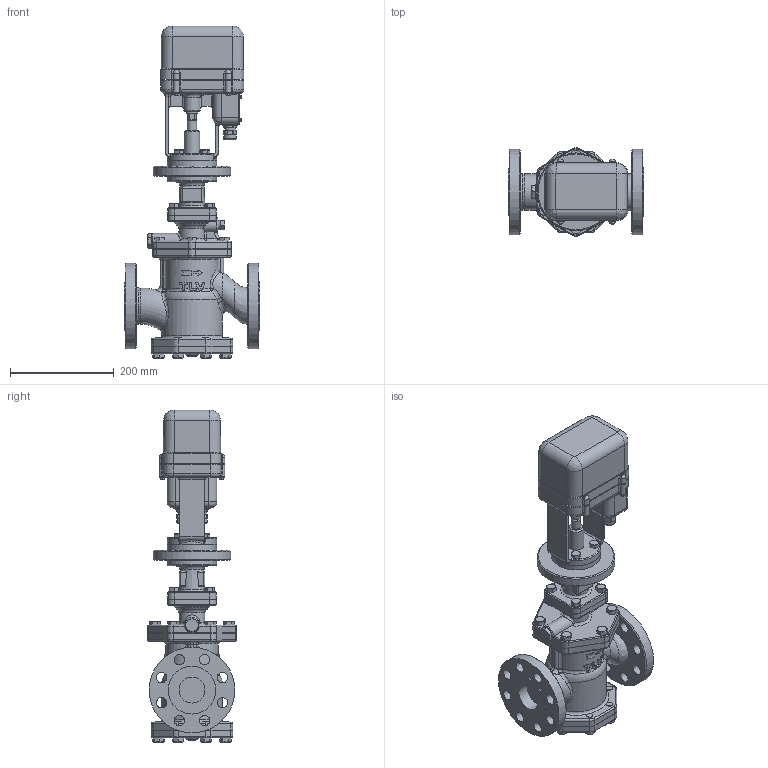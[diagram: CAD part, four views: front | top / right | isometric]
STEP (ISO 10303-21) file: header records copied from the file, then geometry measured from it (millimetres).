
FILE_DESCRIPTION(/* description */ (''),/* implementation_level */ '2;1');
FILE_NAME(/* name */ 'ccr16-050-a0300-00.stp',/* time_stamp */ '2018-01-17T15:16:13+09:00',/* author */ ('nakaot'),/* organization */ (''),/* preprocessor_version */ 'ST-DEVELOPER v15.6',/* originating_system */ 'Autodesk Inventor 2015',/* authorisation */ '');
FILE_SCHEMA (('CONFIG_CONTROL_DESIGN'));
Products named in the file (1): ccr16-050-a0300-00
Bounding box: 261 x 171.16 x 640 mm (x, y, z)
Volume: 7651141.3 mm3; surface area: 636915.6 mm2
Topology: 1 solids, 1 shells, 1307 faces, 3183 edges, 1987 vertices
Faces by surface type: plane 564, cylinder 416, bspline 133, torus 118, cone 62, sphere 14
Full cylindrical faces by diameter (mm): 2.459 x4, 4 x4, 4.6 x4, 5.3 x4, 6 x8, 7 x4, 10 x16, 12 x40, 14 x14, 18 x1, 20 x18, 23 x1, 24 x2, 28 x1, 30 x1, 32 x1, 45 x1, 50 x2, 70 x1, 80 x1, 92.1 x1, 95 x3, 100 x1, 117 x1, 120 x1, 150 x1, 165 x2
Entity records: 50112 total; most frequent: CARTESIAN_POINT 21323, ORIENTED_EDGE 5828, DIRECTION 5818, EDGE_CURVE 2914, AXIS2_PLACEMENT_3D 2290, VERTEX_POINT 1931, EDGE_LOOP 1717, FACE_OUTER_BOUND 1307
